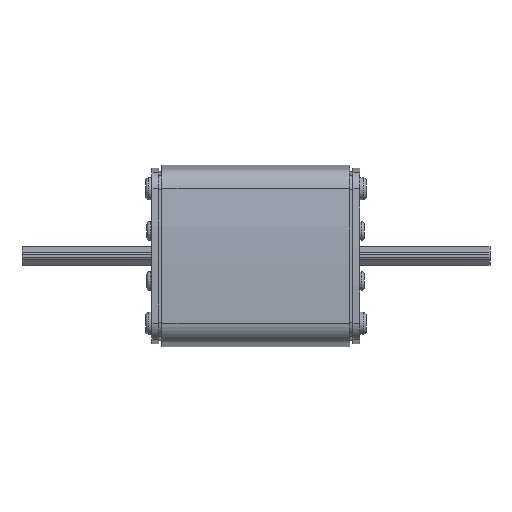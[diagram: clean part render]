
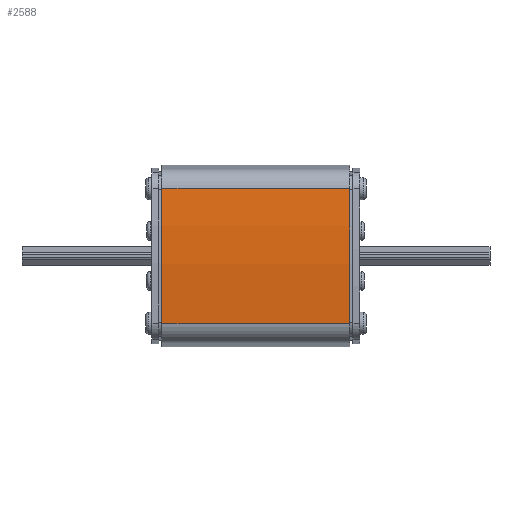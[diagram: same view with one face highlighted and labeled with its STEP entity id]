
A CAD part, left-side view. The second image highlights one B-rep face of the part: STEP entity #2588.
In plain terms, the highlighted free-form (B-spline) face has degree [3, 1] with [5, 2] control points.
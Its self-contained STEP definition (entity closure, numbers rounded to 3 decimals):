
#383 = DIRECTION ( 'NONE',  ( 0., 1., 0. ) ) ;
#630 = EDGE_LOOP ( 'NONE', ( #1336, #5154, #5689, #2045 ) ) ;
#643 = CARTESIAN_POINT ( 'NONE',  ( -27.721, 30., -21.593 ) ) ;
#1120 = VECTOR ( 'NONE', #7209, 1000. ) ;
#1336 = ORIENTED_EDGE ( 'NONE', *, *, #7534, .T. ) ;
#1357 = LINE ( 'NONE', #5032, #1120 ) ;
#1404 = CARTESIAN_POINT ( 'NONE',  ( -28.574, 30., 14.395 ) ) ;
#1878 = B_SPLINE_CURVE_WITH_KNOTS ( 'NONE', 3,
 ( #643, #5082, #5815, #1404, #6546 ),
 .UNSPECIFIED., .F., .F.,
 ( 4, 1, 4 ),
 ( 0.1, 0.5, 0.9 ),
 .UNSPECIFIED. ) ;
#2026 = VERTEX_POINT ( 'NONE', #2097 ) ;
#2045 = ORIENTED_EDGE ( 'NONE', *, *, #2571, .T. ) ;
#2097 = CARTESIAN_POINT ( 'NONE',  ( -27.721, -30., -21.593 ) ) ;
#2098 = CARTESIAN_POINT ( 'NONE',  ( -28.574, -30., -14.395 ) ) ;
#2129 = CARTESIAN_POINT ( 'NONE',  ( -28.574, -30., -14.395 ) ) ;
#2571 = EDGE_CURVE ( 'NONE', #2026, #3190, #2860, .T. ) ;
#2588 = ADVANCED_FACE ( 'NONE', ( #6120 ), #8785, .T. ) ;
#2745 = CARTESIAN_POINT ( 'NONE',  ( -27.721, 30., 21.593 ) ) ;
#2851 = CARTESIAN_POINT ( 'NONE',  ( -29.426, -30., 0. ) ) ;
#2860 = B_SPLINE_CURVE_WITH_KNOTS ( 'NONE', 3,
 ( #5751, #2098, #7957, #3576, #8671 ),
 .UNSPECIFIED., .F., .F.,
 ( 4, 1, 4 ),
 ( 0.1, 0.5, 0.9 ),
 .UNSPECIFIED. ) ;
#3190 = VERTEX_POINT ( 'NONE', #5971 ) ;
#3576 = CARTESIAN_POINT ( 'NONE',  ( -28.574, -30., 14.395 ) ) ;
#3605 = CARTESIAN_POINT ( 'NONE',  ( -28.574, -30., 14.395 ) ) ;
#4182 = EDGE_CURVE ( 'NONE', #5361, #4476, #1878, .T. ) ;
#4314 = LINE ( 'NONE', #9208, #7978 ) ;
#4342 = CARTESIAN_POINT ( 'NONE',  ( -27.721, -30., 21.593 ) ) ;
#4476 = VERTEX_POINT ( 'NONE', #2745 ) ;
#5032 = CARTESIAN_POINT ( 'NONE',  ( -27.721, -30., 21.593 ) ) ;
#5042 = CARTESIAN_POINT ( 'NONE',  ( -27.721, 30., -21.593 ) ) ;
#5082 = CARTESIAN_POINT ( 'NONE',  ( -28.574, 30., -14.395 ) ) ;
#5154 = ORIENTED_EDGE ( 'NONE', *, *, #4182, .F. ) ;
#5361 = VERTEX_POINT ( 'NONE', #6455 ) ;
#5689 = ORIENTED_EDGE ( 'NONE', *, *, #9509, .F. ) ;
#5751 = CARTESIAN_POINT ( 'NONE',  ( -27.721, -30., -21.593 ) ) ;
#5815 = CARTESIAN_POINT ( 'NONE',  ( -29.426, 30., 0. ) ) ;
#5971 = CARTESIAN_POINT ( 'NONE',  ( -27.721, -30., 21.593 ) ) ;
#6120 = FACE_OUTER_BOUND ( 'NONE', #630, .T. ) ;
#6455 = CARTESIAN_POINT ( 'NONE',  ( -27.721, 30., -21.593 ) ) ;
#6546 = CARTESIAN_POINT ( 'NONE',  ( -27.721, 30., 21.593 ) ) ;
#7209 = DIRECTION ( 'NONE',  ( 0., 1., 0. ) ) ;
#7217 = CARTESIAN_POINT ( 'NONE',  ( -27.721, -30., -21.593 ) ) ;
#7249 = CARTESIAN_POINT ( 'NONE',  ( -28.574, 30., -14.395 ) ) ;
#7534 = EDGE_CURVE ( 'NONE', #3190, #4476, #1357, .T. ) ;
#7957 = CARTESIAN_POINT ( 'NONE',  ( -29.426, -30., 0. ) ) ;
#7978 = VECTOR ( 'NONE', #383, 1000. ) ;
#7985 = CARTESIAN_POINT ( 'NONE',  ( -29.426, 30., 0. ) ) ;
#8671 = CARTESIAN_POINT ( 'NONE',  ( -27.721, -30., 21.593 ) ) ;
#8711 = CARTESIAN_POINT ( 'NONE',  ( -28.574, 30., 14.395 ) ) ;
#8785 = B_SPLINE_SURFACE_WITH_KNOTS ( 'NONE', 3, 1, ( 
 ( #7217, #5042 ),
 ( #2129, #7249 ),
 ( #2851, #7985 ),
 ( #3605, #8711 ),
 ( #4342, #9470 ) ),
 .UNSPECIFIED., .F., .F., .F.,
 ( 4, 1, 4 ),
 ( 2, 2 ),
 ( 0.1, 0.5, 0.9 ),
 ( 0., 1. ),
 .UNSPECIFIED. ) ;
#9208 = CARTESIAN_POINT ( 'NONE',  ( -27.721, -30., -21.593 ) ) ;
#9470 = CARTESIAN_POINT ( 'NONE',  ( -27.721, 30., 21.593 ) ) ;
#9509 = EDGE_CURVE ( 'NONE', #2026, #5361, #4314, .T. ) ;
